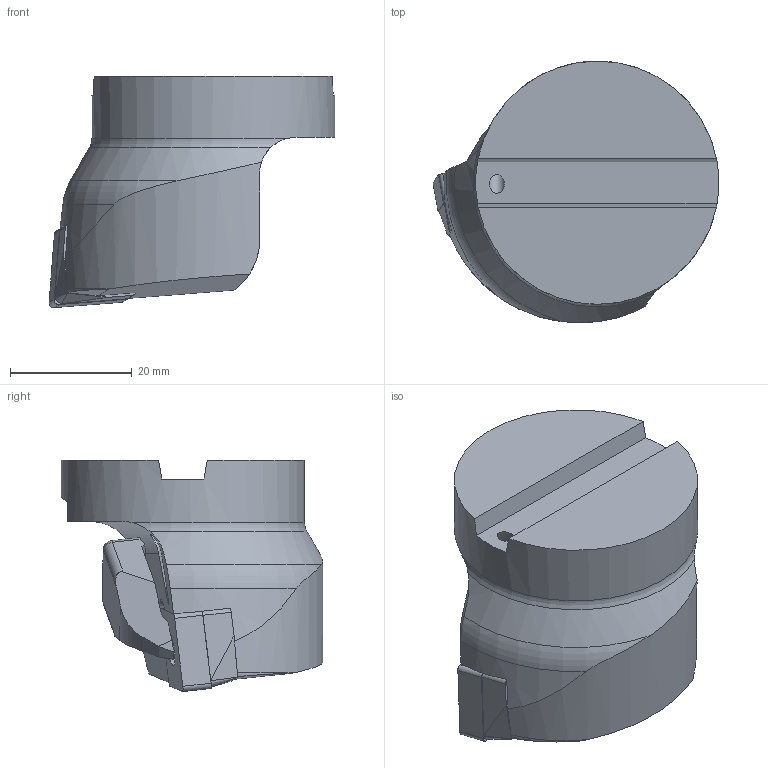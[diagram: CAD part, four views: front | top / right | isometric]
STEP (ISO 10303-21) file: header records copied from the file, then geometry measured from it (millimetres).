
FILE_DESCRIPTION((''),'1');
FILE_NAME('B40-DCLNR-27038-12.stp','2024-01-05T07:21:00',(''),(''),'Spatial Interop R21 SP3','Kubotek KeyCreator 2011 V10.0.2 (22737)',' ');
FILE_SCHEMA(('automotive_design'));
Length unit declared in the file: millimetre
Products named in the file (4): 240[2]; 242[4]; 241[3]
Bounding box: 47 x 43 x 38 mm (x, y, z)
Volume: 31789.8 mm3; surface area: 8737.4 mm2
Topology: 4 solids, 4 shells, 89 faces, 241 edges, 160 vertices
Faces by surface type: plane 46, cylinder 29, cone 9, torus 3, sphere 2
Full cylindrical faces by diameter (mm): 2.5 x2, 5.16 x1, 40 x1
Entity records: 5333 total; most frequent: CARTESIAN_POINT 908, ORIENTED_EDGE 464, PRESENTATION_STYLE_ASSIGNMENT 416, COLOUR_RGB 416, DIRECTION 406, STYLED_ITEM 324, CURVE_STYLE 324, DRAUGHTING_PRE_DEFINED_CURVE_FONT 324
